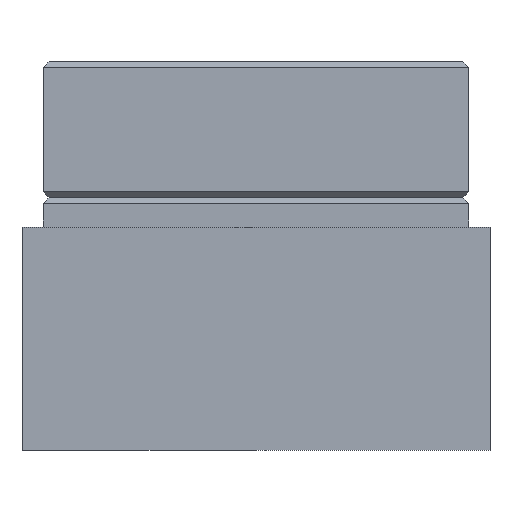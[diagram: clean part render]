
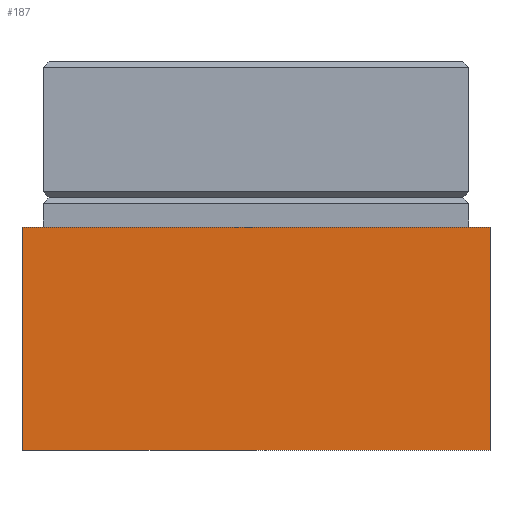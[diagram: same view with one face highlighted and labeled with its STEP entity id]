
A CAD part, left-side view. The second image highlights one B-rep face of the part: STEP entity #187.
In plain terms, the highlighted planar face has unit normal (-1, 0, 0).
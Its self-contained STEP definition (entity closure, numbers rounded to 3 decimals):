
#41 = VERTEX_POINT ( 'NONE', #1225 ) ;
#49 = ORIENTED_EDGE ( 'NONE', *, *, #52, .F. ) ;
#52 = EDGE_CURVE ( 'NONE', #872, #41, #1303, .T. ) ;
#54 = EDGE_LOOP ( 'NONE', ( #189, #195, #49, #151 ) ) ;
#151 = ORIENTED_EDGE ( 'NONE', *, *, #877, .T. ) ;
#187 = ADVANCED_FACE ( 'NONE', ( #3749 ), #3655, .T. ) ;
#189 = ORIENTED_EDGE ( 'NONE', *, *, #200, .F. ) ;
#191 = EDGE_CURVE ( 'NONE', #41, #199, #3717, .T. ) ;
#195 = ORIENTED_EDGE ( 'NONE', *, *, #191, .F. ) ;
#199 = VERTEX_POINT ( 'NONE', #3740 ) ;
#200 = EDGE_CURVE ( 'NONE', #199, #866, #3739, .T. ) ;
#866 = VERTEX_POINT ( 'NONE', #2027 ) ;
#872 = VERTEX_POINT ( 'NONE', #2070 ) ;
#877 = EDGE_CURVE ( 'NONE', #872, #866, #2068, .T. ) ;
#1225 = CARTESIAN_POINT ( 'NONE',  ( 59.51, 180.863, -32.875 ) ) ;
#1284 = DIRECTION ( 'NONE',  ( 0., 1., 0. ) ) ;
#1301 = VECTOR ( 'NONE', #1284, 1000. ) ;
#1302 = CARTESIAN_POINT ( 'NONE',  ( 59.51, 180.863, -32.875 ) ) ;
#1303 = LINE ( 'NONE', #1302, #1301 ) ;
#2027 = CARTESIAN_POINT ( 'NONE',  ( 59.51, 141.263, -14. ) ) ;
#2065 = DIRECTION ( 'NONE',  ( 0., 0., 1. ) ) ;
#2066 = VECTOR ( 'NONE', #2065, 1000. ) ;
#2067 = CARTESIAN_POINT ( 'NONE',  ( 59.51, 141.263, -17. ) ) ;
#2068 = LINE ( 'NONE', #2067, #2066 ) ;
#2070 = CARTESIAN_POINT ( 'NONE',  ( 59.51, 141.263, -32.875 ) ) ;
#3630 = DIRECTION ( 'NONE',  ( 0., 0., 1. ) ) ;
#3631 = VECTOR ( 'NONE', #3630, 1000. ) ;
#3649 = DIRECTION ( 'NONE',  ( 0., -1., 0. ) ) ;
#3650 = DIRECTION ( 'NONE',  ( -1., 0., 0. ) ) ;
#3651 = CARTESIAN_POINT ( 'NONE',  ( 59.51, 180.863, -17. ) ) ;
#3652 = AXIS2_PLACEMENT_3D ( 'NONE', #3651, #3650, #3649 ) ;
#3655 = PLANE ( 'NONE',  #3652 ) ;
#3712 = CARTESIAN_POINT ( 'NONE',  ( 59.51, 180.863, -17. ) ) ;
#3717 = LINE ( 'NONE', #3712, #3631 ) ;
#3736 = DIRECTION ( 'NONE',  ( 0., -1., 0. ) ) ;
#3737 = VECTOR ( 'NONE', #3736, 1000. ) ;
#3738 = CARTESIAN_POINT ( 'NONE',  ( 59.51, 180.863, -14. ) ) ;
#3739 = LINE ( 'NONE', #3738, #3737 ) ;
#3740 = CARTESIAN_POINT ( 'NONE',  ( 59.51, 180.863, -14. ) ) ;
#3749 = FACE_OUTER_BOUND ( 'NONE', #54, .T. ) ;
